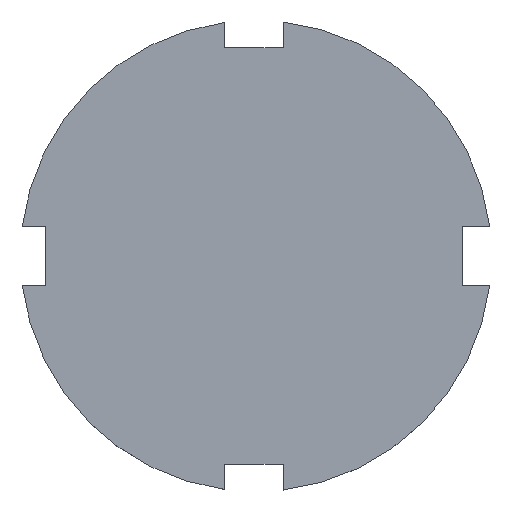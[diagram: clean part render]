
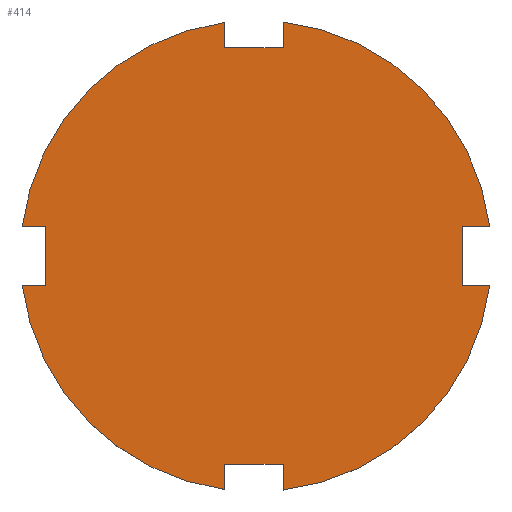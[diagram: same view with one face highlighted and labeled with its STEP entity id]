
A CAD part, top view. The second image highlights one B-rep face of the part: STEP entity #414.
In plain terms, the highlighted planar face has unit normal (0, 0, 1).
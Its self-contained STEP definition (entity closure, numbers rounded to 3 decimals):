
#1 = VERTEX_POINT ( 'NONE', #21 ) ;
#3 = CARTESIAN_POINT ( 'NONE',  ( -39.686, -5., 0. ) ) ;
#6 = ORIENTED_EDGE ( 'NONE', *, *, #248, .F. ) ;
#14 = CARTESIAN_POINT ( 'NONE',  ( 0., 0., 0. ) ) ;
#18 = CARTESIAN_POINT ( 'NONE',  ( 0., 35.368, 0. ) ) ;
#19 = ORIENTED_EDGE ( 'NONE', *, *, #460, .F. ) ;
#21 = CARTESIAN_POINT ( 'NONE',  ( 4.632, 39.731, 0. ) ) ;
#25 = CARTESIAN_POINT ( 'NONE',  ( 0., -5., 0. ) ) ;
#35 = CARTESIAN_POINT ( 'NONE',  ( -35.737, -5., 0. ) ) ;
#45 = EDGE_LOOP ( 'NONE', ( #65, #178, #235, #597, #289, #459, #198, #551, #538, #245, #19, #413, #382, #520, #219, #6 ) ) ;
#47 = DIRECTION ( 'NONE',  ( 0., -1., 0. ) ) ;
#48 = EDGE_CURVE ( 'NONE', #438, #609, #631, .T. ) ;
#49 = CARTESIAN_POINT ( 'NONE',  ( 0., -35.368, 0. ) ) ;
#54 = CARTESIAN_POINT ( 'NONE',  ( -5.368, 35.368, 0. ) ) ;
#58 = CARTESIAN_POINT ( 'NONE',  ( 4.632, -35.368, 0. ) ) ;
#61 = LINE ( 'NONE', #83, #163 ) ;
#62 = EDGE_CURVE ( 'NONE', #380, #227, #132, .T. ) ;
#65 = ORIENTED_EDGE ( 'NONE', *, *, #190, .F. ) ;
#70 = VERTEX_POINT ( 'NONE', #511 ) ;
#73 = CIRCLE ( 'NONE', #277, 40. ) ;
#75 = LINE ( 'NONE', #137, #276 ) ;
#79 = CARTESIAN_POINT ( 'NONE',  ( 35., -5., 0. ) ) ;
#83 = CARTESIAN_POINT ( 'NONE',  ( 4.632, 0., 0. ) ) ;
#84 = DIRECTION ( 'NONE',  ( 1., 0., 0. ) ) ;
#98 = CARTESIAN_POINT ( 'NONE',  ( -5.368, -39.638, 0. ) ) ;
#100 = VECTOR ( 'NONE', #491, 1000. ) ;
#106 = DIRECTION ( 'NONE',  ( -1., 0., 0. ) ) ;
#107 = EDGE_CURVE ( 'NONE', #258, #620, #262, .T. ) ;
#114 = VECTOR ( 'NONE', #496, 1000. ) ;
#116 = DIRECTION ( 'NONE',  ( 1., 0., 0. ) ) ;
#127 = EDGE_CURVE ( 'NONE', #227, #70, #574, .T. ) ;
#128 = DIRECTION ( 'NONE',  ( 0., 1., 0. ) ) ;
#131 = LINE ( 'NONE', #247, #100 ) ;
#132 = LINE ( 'NONE', #25, #328 ) ;
#137 = CARTESIAN_POINT ( 'NONE',  ( 35., 0., 0. ) ) ;
#141 = CARTESIAN_POINT ( 'NONE',  ( 4.632, -39.731, 0. ) ) ;
#143 = EDGE_CURVE ( 'NONE', #609, #1, #61, .T. ) ;
#155 = DIRECTION ( 'NONE',  ( 1., 0., 0. ) ) ;
#157 = VERTEX_POINT ( 'NONE', #182 ) ;
#162 = AXIS2_PLACEMENT_3D ( 'NONE', #210, #223, #456 ) ;
#163 = VECTOR ( 'NONE', #128, 1000. ) ;
#168 = LINE ( 'NONE', #228, #389 ) ;
#170 = VERTEX_POINT ( 'NONE', #526 ) ;
#173 = EDGE_CURVE ( 'NONE', #170, #438, #608, .T. ) ;
#175 = CARTESIAN_POINT ( 'NONE',  ( 0., 0., 0. ) ) ;
#176 = LINE ( 'NONE', #550, #114 ) ;
#177 = VECTOR ( 'NONE', #479, 1000. ) ;
#178 = ORIENTED_EDGE ( 'NONE', *, *, #107, .T. ) ;
#182 = CARTESIAN_POINT ( 'NONE',  ( -39.686, 5., 0. ) ) ;
#186 = DIRECTION ( 'NONE',  ( 0., 0., 1. ) ) ;
#190 = EDGE_CURVE ( 'NONE', #258, #357, #168, .T. ) ;
#193 = DIRECTION ( 'NONE',  ( 0., -1., 0. ) ) ;
#196 = VERTEX_POINT ( 'NONE', #369 ) ;
#198 = ORIENTED_EDGE ( 'NONE', *, *, #143, .F. ) ;
#208 = CARTESIAN_POINT ( 'NONE',  ( 0., 0., 0. ) ) ;
#209 = VECTOR ( 'NONE', #106, 1000. ) ;
#210 = CARTESIAN_POINT ( 'NONE',  ( 0., 0., 0. ) ) ;
#219 = ORIENTED_EDGE ( 'NONE', *, *, #334, .F. ) ;
#223 = DIRECTION ( 'NONE',  ( 0., 0., 1. ) ) ;
#227 = VERTEX_POINT ( 'NONE', #35 ) ;
#228 = CARTESIAN_POINT ( 'NONE',  ( 4.632, 0., 0. ) ) ;
#235 = ORIENTED_EDGE ( 'NONE', *, *, #356, .F. ) ;
#238 = CARTESIAN_POINT ( 'NONE',  ( -35.737, 0., 0. ) ) ;
#245 = ORIENTED_EDGE ( 'NONE', *, *, #641, .T. ) ;
#247 = CARTESIAN_POINT ( 'NONE',  ( 0., -5., 0. ) ) ;
#248 = EDGE_CURVE ( 'NONE', #357, #323, #341, .T. ) ;
#258 = VERTEX_POINT ( 'NONE', #141 ) ;
#260 = DIRECTION ( 'NONE',  ( 0., 0., 1. ) ) ;
#262 = CIRCLE ( 'NONE', #402, 40. ) ;
#276 = VECTOR ( 'NONE', #193, 1000. ) ;
#277 = AXIS2_PLACEMENT_3D ( 'NONE', #175, #186, #84 ) ;
#281 = CIRCLE ( 'NONE', #162, 40. ) ;
#286 = VECTOR ( 'NONE', #523, 1000. ) ;
#289 = ORIENTED_EDGE ( 'NONE', *, *, #553, .F. ) ;
#304 = CARTESIAN_POINT ( 'NONE',  ( 4.632, 35.368, 0. ) ) ;
#310 = DIRECTION ( 'NONE',  ( 0., 0., 1. ) ) ;
#316 = VERTEX_POINT ( 'NONE', #635 ) ;
#322 = CARTESIAN_POINT ( 'NONE',  ( -5.368, 0., 0. ) ) ;
#323 = VERTEX_POINT ( 'NONE', #433 ) ;
#328 = VECTOR ( 'NONE', #408, 1000. ) ;
#334 = EDGE_CURVE ( 'NONE', #323, #407, #354, .T. ) ;
#341 = LINE ( 'NONE', #49, #594 ) ;
#347 = EDGE_CURVE ( 'NONE', #196, #519, #75, .T. ) ;
#354 = LINE ( 'NONE', #536, #424 ) ;
#356 = EDGE_CURVE ( 'NONE', #519, #620, #131, .T. ) ;
#357 = VERTEX_POINT ( 'NONE', #58 ) ;
#369 = CARTESIAN_POINT ( 'NONE',  ( 35., 5., 0. ) ) ;
#380 = VERTEX_POINT ( 'NONE', #3 ) ;
#382 = ORIENTED_EDGE ( 'NONE', *, *, #62, .F. ) ;
#389 = VECTOR ( 'NONE', #623, 1000. ) ;
#402 = AXIS2_PLACEMENT_3D ( 'NONE', #416, #310, #116 ) ;
#403 = CIRCLE ( 'NONE', #420, 40. ) ;
#407 = VERTEX_POINT ( 'NONE', #98 ) ;
#408 = DIRECTION ( 'NONE',  ( 1., 0., 0. ) ) ;
#413 = ORIENTED_EDGE ( 'NONE', *, *, #127, .F. ) ;
#414 = ADVANCED_FACE ( 'NONE', ( #529 ), #548, .T. ) ;
#416 = CARTESIAN_POINT ( 'NONE',  ( 0., 0., 0. ) ) ;
#420 = AXIS2_PLACEMENT_3D ( 'NONE', #14, #260, #508 ) ;
#424 = VECTOR ( 'NONE', #47, 1000. ) ;
#433 = CARTESIAN_POINT ( 'NONE',  ( -5.368, -35.368, 0. ) ) ;
#438 = VERTEX_POINT ( 'NONE', #54 ) ;
#439 = DIRECTION ( 'NONE',  ( -1., 0., 0. ) ) ;
#440 = LINE ( 'NONE', #558, #209 ) ;
#448 = DIRECTION ( 'NONE',  ( 0., 0., 1. ) ) ;
#456 = DIRECTION ( 'NONE',  ( 1., 0., 0. ) ) ;
#457 = AXIS2_PLACEMENT_3D ( 'NONE', #208, #448, #155 ) ;
#459 = ORIENTED_EDGE ( 'NONE', *, *, #517, .T. ) ;
#460 = EDGE_CURVE ( 'NONE', #70, #157, #176, .T. ) ;
#479 = DIRECTION ( 'NONE',  ( 0., -1., 0. ) ) ;
#491 = DIRECTION ( 'NONE',  ( 1., 0., 0. ) ) ;
#496 = DIRECTION ( 'NONE',  ( -1., 0., 0. ) ) ;
#508 = DIRECTION ( 'NONE',  ( 1., 0., 0. ) ) ;
#511 = CARTESIAN_POINT ( 'NONE',  ( -35.737, 5., 0. ) ) ;
#513 = VECTOR ( 'NONE', #562, 1000. ) ;
#517 = EDGE_CURVE ( 'NONE', #316, #1, #403, .T. ) ;
#519 = VERTEX_POINT ( 'NONE', #79 ) ;
#520 = ORIENTED_EDGE ( 'NONE', *, *, #577, .T. ) ;
#523 = DIRECTION ( 'NONE',  ( 0., 1., 0. ) ) ;
#526 = CARTESIAN_POINT ( 'NONE',  ( -5.368, 39.638, 0. ) ) ;
#529 = FACE_OUTER_BOUND ( 'NONE', #45, .T. ) ;
#536 = CARTESIAN_POINT ( 'NONE',  ( -5.368, 0., 0. ) ) ;
#538 = ORIENTED_EDGE ( 'NONE', *, *, #173, .F. ) ;
#548 = PLANE ( 'NONE',  #457 ) ;
#550 = CARTESIAN_POINT ( 'NONE',  ( 0., 5., 0. ) ) ;
#551 = ORIENTED_EDGE ( 'NONE', *, *, #48, .F. ) ;
#553 = EDGE_CURVE ( 'NONE', #316, #196, #440, .T. ) ;
#558 = CARTESIAN_POINT ( 'NONE',  ( 0., 5., 0. ) ) ;
#562 = DIRECTION ( 'NONE',  ( 1., 0., 0. ) ) ;
#574 = LINE ( 'NONE', #238, #286 ) ;
#577 = EDGE_CURVE ( 'NONE', #380, #407, #281, .T. ) ;
#594 = VECTOR ( 'NONE', #439, 1000. ) ;
#597 = ORIENTED_EDGE ( 'NONE', *, *, #347, .F. ) ;
#603 = CARTESIAN_POINT ( 'NONE',  ( 39.686, -5., 0. ) ) ;
#608 = LINE ( 'NONE', #322, #177 ) ;
#609 = VERTEX_POINT ( 'NONE', #304 ) ;
#620 = VERTEX_POINT ( 'NONE', #603 ) ;
#623 = DIRECTION ( 'NONE',  ( 0., 1., 0. ) ) ;
#631 = LINE ( 'NONE', #18, #513 ) ;
#635 = CARTESIAN_POINT ( 'NONE',  ( 39.686, 5., 0. ) ) ;
#641 = EDGE_CURVE ( 'NONE', #170, #157, #73, .T. ) ;
